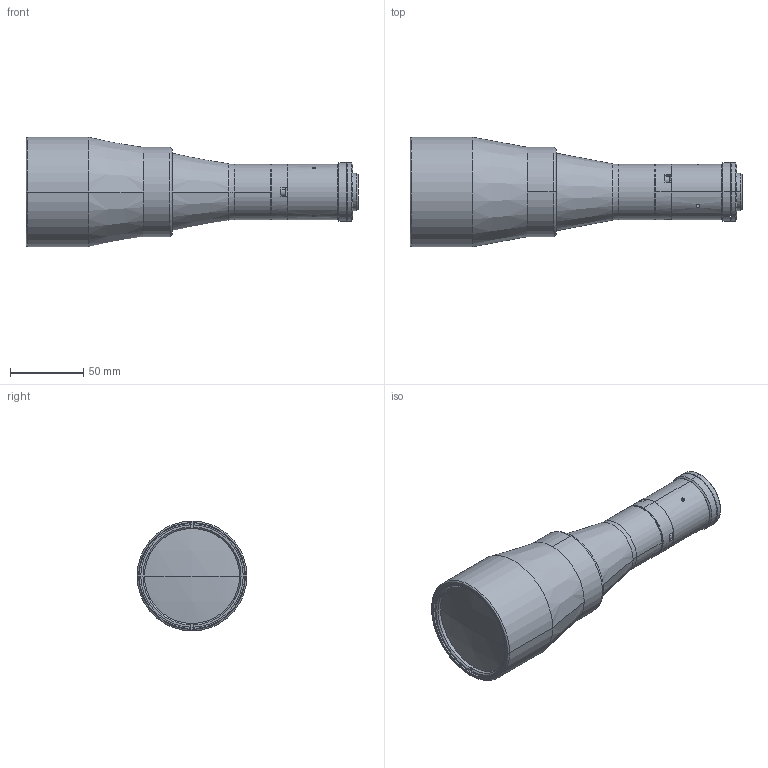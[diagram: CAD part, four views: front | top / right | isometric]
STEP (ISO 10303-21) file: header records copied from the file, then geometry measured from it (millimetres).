
FILE_DESCRIPTION (( 'STEP AP203' ), '1' );
FILE_NAME ('DP26378_TC3MHR048-C.step', '2020-09-03T13:50:24', ( '' ), ( '' ), 'SwSTEP 2.0', 'SolidWorks 2020', '' );
FILE_SCHEMA (( 'CONFIG_CONTROL_DESIGN' ));
Length unit declared in the file: millimetre
Products named in the file (1): DP26378_TC3MHR048-C
Bounding box: 226.91 x 75 x 75 mm (x, y, z)
Surface area: 53991.6 mm2 (no closed solid volume)
Topology: 0 solids, 17 shells, 117 faces, 340 edges, 238 vertices
Faces by surface type: cylinder 45, plane 38, cone 20, torus 12, sphere 2
Entity records: 4195 total; most frequent: CARTESIAN_POINT 944, DIRECTION 740, ORIENTED_EDGE 546, EDGE_CURVE 336, AXIS2_PLACEMENT_3D 306, VERTEX_POINT 238, CIRCLE 188, EDGE_LOOP 145
